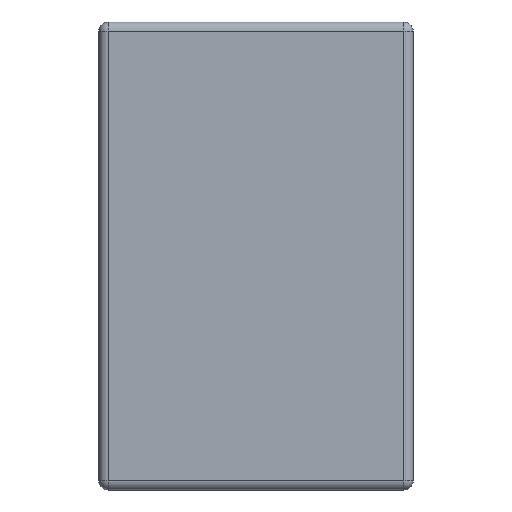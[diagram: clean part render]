
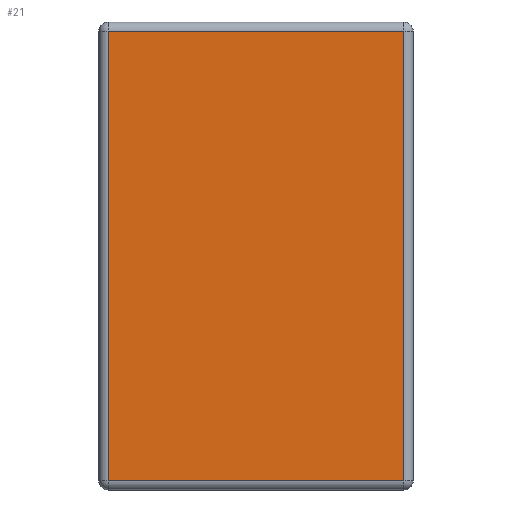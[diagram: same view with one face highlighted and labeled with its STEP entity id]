
A CAD part, left-side view. The second image highlights one B-rep face of the part: STEP entity #21.
In plain terms, the highlighted planar face has unit normal (-1, 0, 0).
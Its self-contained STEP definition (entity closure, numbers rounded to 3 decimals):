
#13 = ORIENTED_EDGE ( 'NONE', *, *, #41, .T. ) ;
#15 = EDGE_CURVE ( 'NONE', #24, #16, #400, .T. ) ;
#16 = VERTEX_POINT ( 'NONE', #396 ) ;
#17 = ORIENTED_EDGE ( 'NONE', *, *, #15, .T. ) ;
#18 = VERTEX_POINT ( 'NONE', #395 ) ;
#19 = EDGE_LOOP ( 'NONE', ( #26, #17, #13, #37 ) ) ;
#21 = ADVANCED_FACE ( 'NONE', ( #393 ), #435, .F. ) ;
#24 = VERTEX_POINT ( 'NONE', #426 ) ;
#25 = EDGE_CURVE ( 'NONE', #18, #24, #425, .T. ) ;
#26 = ORIENTED_EDGE ( 'NONE', *, *, #25, .T. ) ;
#35 = EDGE_CURVE ( 'NONE', #36, #18, #488, .T. ) ;
#36 = VERTEX_POINT ( 'NONE', #484 ) ;
#37 = ORIENTED_EDGE ( 'NONE', *, *, #35, .T. ) ;
#41 = EDGE_CURVE ( 'NONE', #16, #36, #483, .T. ) ;
#393 = FACE_OUTER_BOUND ( 'NONE', #19, .T. ) ;
#395 = CARTESIAN_POINT ( 'NONE',  ( -1.6, 0.05, 1.2 ) ) ;
#396 = CARTESIAN_POINT ( 'NONE',  ( -1.6, 1.63, -1.2 ) ) ;
#397 = DIRECTION ( 'NONE',  ( 0., 0., -1. ) ) ;
#398 = VECTOR ( 'NONE', #397, 1000. ) ;
#399 = CARTESIAN_POINT ( 'NONE',  ( -1.6, 1.63, 1.25 ) ) ;
#400 = LINE ( 'NONE', #399, #398 ) ;
#422 = DIRECTION ( 'NONE',  ( 0., 1., 0. ) ) ;
#423 = VECTOR ( 'NONE', #422, 1000. ) ;
#424 = CARTESIAN_POINT ( 'NONE',  ( -1.6, 1.68, 1.2 ) ) ;
#425 = LINE ( 'NONE', #424, #423 ) ;
#426 = CARTESIAN_POINT ( 'NONE',  ( -1.6, 1.63, 1.2 ) ) ;
#431 = DIRECTION ( 'NONE',  ( 0., 0., -1. ) ) ;
#432 = DIRECTION ( 'NONE',  ( 1., 0., 0. ) ) ;
#433 = CARTESIAN_POINT ( 'NONE',  ( -1.6, 1.68, 1.25 ) ) ;
#434 = AXIS2_PLACEMENT_3D ( 'NONE', #433, #432, #431 ) ;
#435 = PLANE ( 'NONE',  #434 ) ;
#480 = DIRECTION ( 'NONE',  ( 0., -1., 0. ) ) ;
#481 = VECTOR ( 'NONE', #480, 1000. ) ;
#482 = CARTESIAN_POINT ( 'NONE',  ( -1.6, 1.68, -1.2 ) ) ;
#483 = LINE ( 'NONE', #482, #481 ) ;
#484 = CARTESIAN_POINT ( 'NONE',  ( -1.6, 0.05, -1.2 ) ) ;
#485 = DIRECTION ( 'NONE',  ( 0., 0., 1. ) ) ;
#486 = VECTOR ( 'NONE', #485, 1000. ) ;
#487 = CARTESIAN_POINT ( 'NONE',  ( -1.6, 0.05, 1.25 ) ) ;
#488 = LINE ( 'NONE', #487, #486 ) ;
